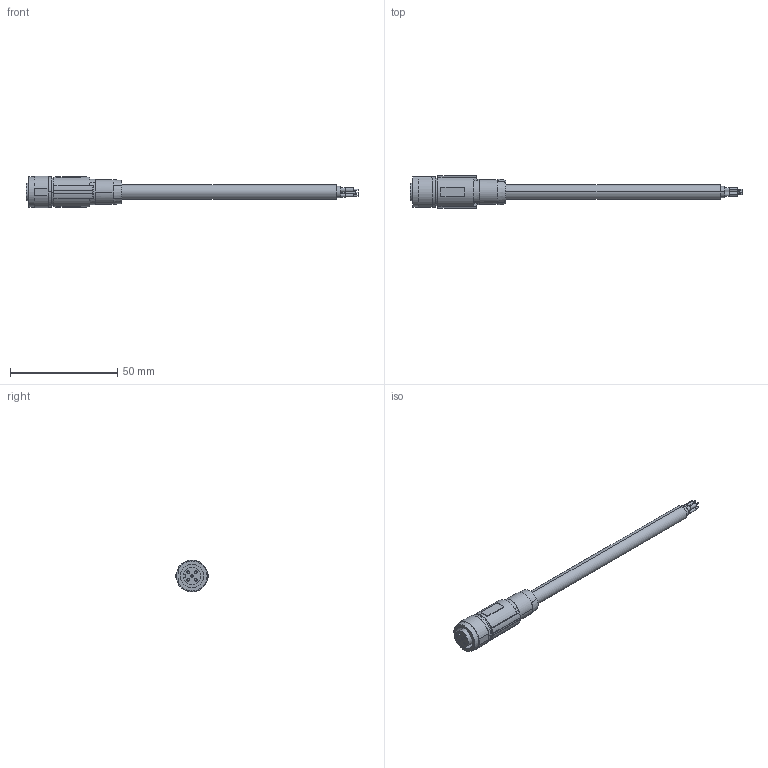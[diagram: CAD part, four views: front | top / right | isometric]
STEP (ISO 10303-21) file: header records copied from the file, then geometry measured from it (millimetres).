
FILE_DESCRIPTION(('SolidDesigner STEP Export'),'2;1');
FILE_NAME('1405985_SAC_5P_5.0_924_FS_SCO-select.stp','2013-08-12T12:22:52',(''),(''),'Creo Elements/Direct Modeling STEP processor for AP214 (Solid Model)','Creo Elements/Direct Modeling 18.1B 29-Sep-2012 (C) Parametric Technology GmbH','');
FILE_SCHEMA(('AUTOMOTIVE_DESIGN { 1 0 10303 214 1 1 1 1 }'));
Length unit declared in the file: millimetre
Products named in the file (1): 1405985_SAC_5P_5.0_924_FS_SCO-select
Bounding box: 154.5 x 15 x 14.79 mm (x, y, z)
Volume: 9482.9 mm3; surface area: 5104.9 mm2
Topology: 1 solids, 1 shells, 147 faces, 347 edges, 228 vertices
Faces by surface type: cylinder 75, plane 68, cone 4
Entity records: 5873 total; most frequent: CARTESIAN_POINT 1437, ORIENTED_EDGE 694, DIRECTION 653, EDGE_CURVE 347, AXIS2_PLACEMENT_3D 251, VERTEX_POINT 228, EDGE_LOOP 173, VECTOR 151
